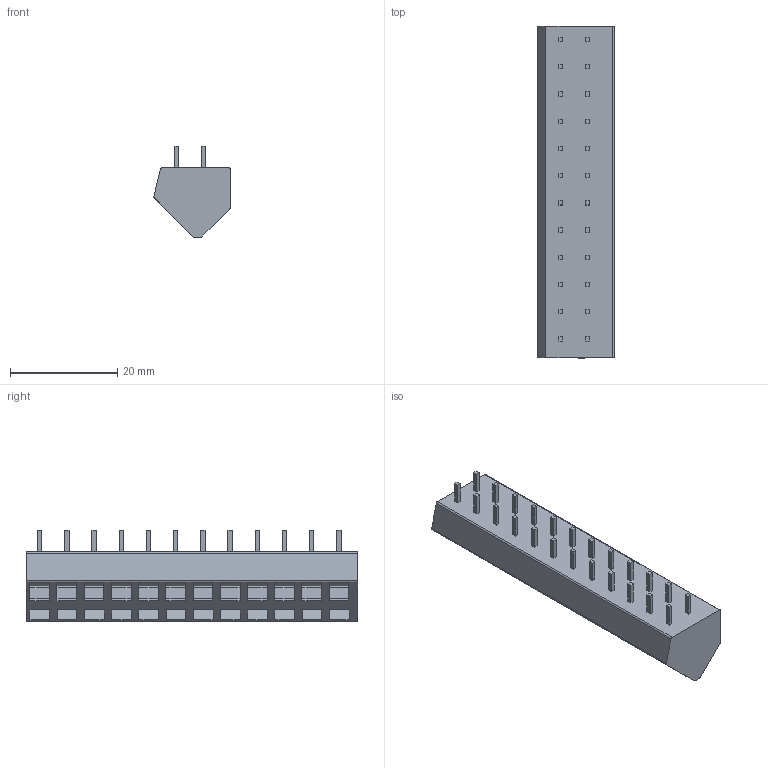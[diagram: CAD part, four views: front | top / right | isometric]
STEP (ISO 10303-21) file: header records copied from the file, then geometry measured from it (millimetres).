
FILE_DESCRIPTION((''),'2;1');
FILE_NAME('PRT0001','2024-09-30T13:39:12',('tluser'),(''),'CREO PARAMETRIC BY PTC INC, 2018100','CREO PARAMETRIC BY PTC INC, 2018100','');
FILE_SCHEMA(('CONFIG_CONTROL_DESIGN'));
Length unit declared in the file: millimetre
Products named in the file (1): PRT0001
Bounding box: 14.27 x 61.96 x 17 mm (x, y, z)
Volume: 7771.5 mm3; surface area: 4461.1 mm2
Topology: 1 solids, 1 shells, 386 faces, 924 edges, 600 vertices
Faces by surface type: plane 380, cylinder 6
Entity records: 10934 total; most frequent: CARTESIAN_POINT 1910, ORIENTED_EDGE 1848, DIRECTION 1708, EDGE_CURVE 924, VECTOR 912, LINE 912, VERTEX_POINT 600, EDGE_LOOP 446
